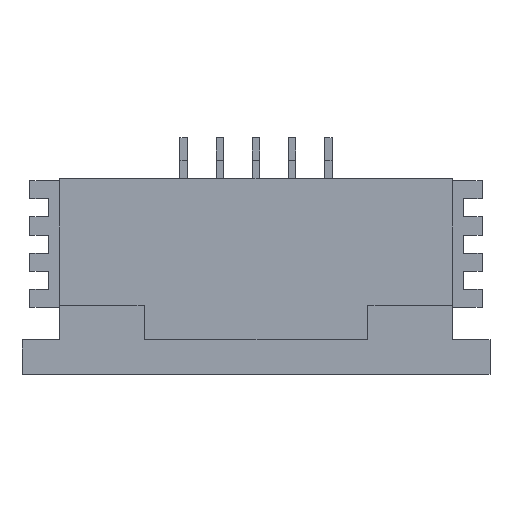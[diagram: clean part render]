
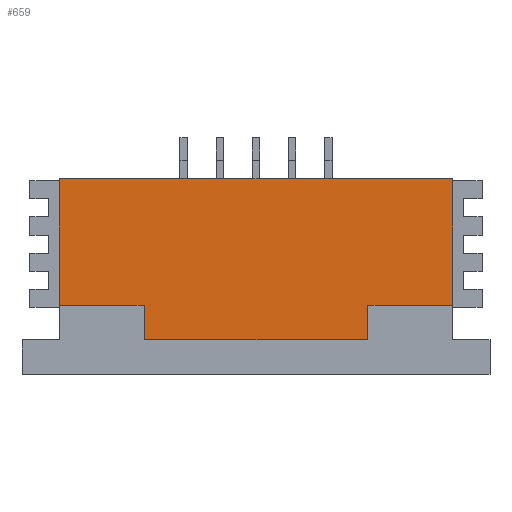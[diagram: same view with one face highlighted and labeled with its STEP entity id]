
A CAD part, top view. The second image highlights one B-rep face of the part: STEP entity #659.
In plain terms, the highlighted planar face has unit normal (0, 0, 1).
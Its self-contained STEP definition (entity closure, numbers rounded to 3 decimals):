
#32 = VERTEX_POINT('',#33);
#33 = CARTESIAN_POINT('',(0.,0.8,2.56));
#39 = EDGE_CURVE('',#32,#40,#42,.T.);
#40 = VERTEX_POINT('',#41);
#41 = CARTESIAN_POINT('',(-5.435,0.8,2.56));
#42 = LINE('',#43,#44);
#43 = CARTESIAN_POINT('',(0.,0.8,2.56));
#44 = VECTOR('',#45,1.);
#45 = DIRECTION('',(-1.,0.,0.));
#625 = EDGE_CURVE('',#40,#626,#628,.T.);
#626 = VERTEX_POINT('',#627);
#627 = CARTESIAN_POINT('',(-5.435,-2.7,2.56));
#628 = LINE('',#629,#630);
#629 = CARTESIAN_POINT('',(-5.435,0.8,2.56));
#630 = VECTOR('',#631,1.);
#631 = DIRECTION('',(0.,-1.,0.));
#659 = ADVANCED_FACE('',(#660),#723,.T.);
#660 = FACE_BOUND('',#661,.T.);
#661 = EDGE_LOOP('',(#662,#669,#670,#671,#679,#687,#695,#703,#711,#718)
);
#662 = ORIENTED_EDGE('',*,*,#663,.F.);
#663 = EDGE_CURVE('',#32,#664,#666,.T.);
#664 = VERTEX_POINT('',#665);
#665 = CARTESIAN_POINT('',(5.435,0.8,2.56));
#666 = B_SPLINE_CURVE_WITH_KNOTS('',1,(#667,#668),.UNSPECIFIED.,.F.,.F.,
(2,2),(0.,5.435),.PIECEWISE_BEZIER_KNOTS.);
#667 = CARTESIAN_POINT('',(0.,0.8,2.56));
#668 = CARTESIAN_POINT('',(5.435,0.8,2.56));
#669 = ORIENTED_EDGE('',*,*,#39,.T.);
#670 = ORIENTED_EDGE('',*,*,#625,.T.);
#671 = ORIENTED_EDGE('',*,*,#672,.T.);
#672 = EDGE_CURVE('',#626,#673,#675,.T.);
#673 = VERTEX_POINT('',#674);
#674 = CARTESIAN_POINT('',(-3.09,-2.7,2.56));
#675 = LINE('',#676,#677);
#676 = CARTESIAN_POINT('',(-5.435,-2.7,2.56));
#677 = VECTOR('',#678,1.);
#678 = DIRECTION('',(1.,0.,0.));
#679 = ORIENTED_EDGE('',*,*,#680,.T.);
#680 = EDGE_CURVE('',#673,#681,#683,.T.);
#681 = VERTEX_POINT('',#682);
#682 = CARTESIAN_POINT('',(-3.09,-3.65,2.56));
#683 = LINE('',#684,#685);
#684 = CARTESIAN_POINT('',(-3.09,-1.75,2.56));
#685 = VECTOR('',#686,1.);
#686 = DIRECTION('',(0.,-1.,0.));
#687 = ORIENTED_EDGE('',*,*,#688,.T.);
#688 = EDGE_CURVE('',#681,#689,#691,.T.);
#689 = VERTEX_POINT('',#690);
#690 = CARTESIAN_POINT('',(0.,-3.65,2.56));
#691 = LINE('',#692,#693);
#692 = CARTESIAN_POINT('',(-3.09,-3.65,2.56));
#693 = VECTOR('',#694,1.);
#694 = DIRECTION('',(1.,0.,0.));
#695 = ORIENTED_EDGE('',*,*,#696,.T.);
#696 = EDGE_CURVE('',#689,#697,#699,.T.);
#697 = VERTEX_POINT('',#698);
#698 = CARTESIAN_POINT('',(3.09,-3.65,2.56));
#699 = LINE('',#700,#701);
#700 = CARTESIAN_POINT('',(-3.09,-3.65,2.56));
#701 = VECTOR('',#702,1.);
#702 = DIRECTION('',(1.,0.,0.));
#703 = ORIENTED_EDGE('',*,*,#704,.T.);
#704 = EDGE_CURVE('',#697,#705,#707,.T.);
#705 = VERTEX_POINT('',#706);
#706 = CARTESIAN_POINT('',(3.09,-2.7,2.56));
#707 = LINE('',#708,#709);
#708 = CARTESIAN_POINT('',(3.09,-3.65,2.56));
#709 = VECTOR('',#710,1.);
#710 = DIRECTION('',(0.,1.,0.));
#711 = ORIENTED_EDGE('',*,*,#712,.F.);
#712 = EDGE_CURVE('',#713,#705,#715,.T.);
#713 = VERTEX_POINT('',#714);
#714 = CARTESIAN_POINT('',(5.435,-2.7,2.56));
#715 = B_SPLINE_CURVE_WITH_KNOTS('',1,(#716,#717),.UNSPECIFIED.,.F.,.F.,
(2,2),(0.,5.435),.PIECEWISE_BEZIER_KNOTS.);
#716 = CARTESIAN_POINT('',(5.435,-2.7,2.56));
#717 = CARTESIAN_POINT('',(0.,-2.7,2.56));
#718 = ORIENTED_EDGE('',*,*,#719,.F.);
#719 = EDGE_CURVE('',#664,#713,#720,.T.);
#720 = B_SPLINE_CURVE_WITH_KNOTS('',1,(#721,#722),.UNSPECIFIED.,.F.,.F.,
(2,2),(0.,3.5),.PIECEWISE_BEZIER_KNOTS.);
#721 = CARTESIAN_POINT('',(5.435,0.8,2.56));
#722 = CARTESIAN_POINT('',(5.435,-2.7,2.56));
#723 = PLANE('',#724);
#724 = AXIS2_PLACEMENT_3D('',#725,#726,#727);
#725 = CARTESIAN_POINT('',(-0.353,-1.162,2.56));
#726 = DIRECTION('',(0.,0.,1.));
#727 = DIRECTION('',(-1.,0.,0.));
